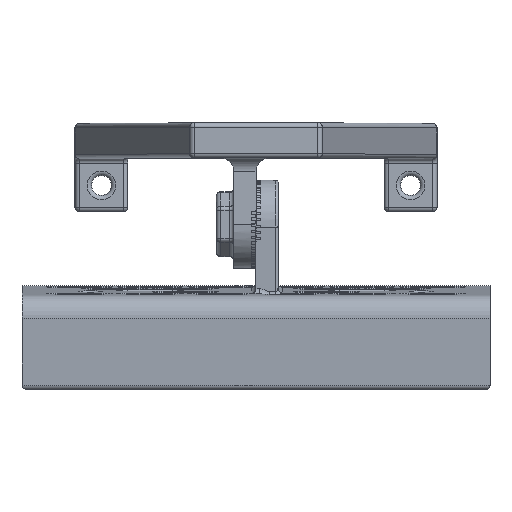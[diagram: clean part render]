
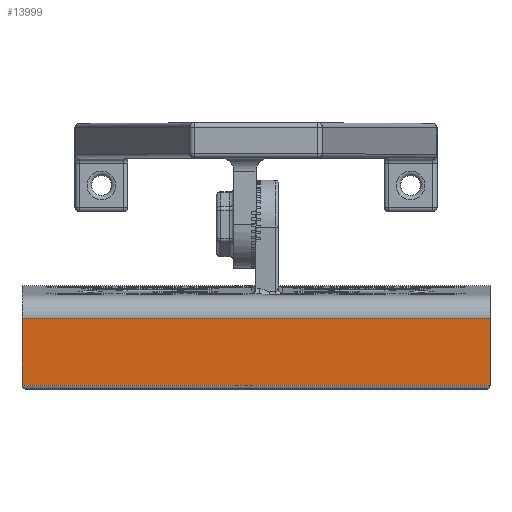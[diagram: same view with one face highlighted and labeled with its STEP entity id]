
A CAD part, top view. The second image highlights one B-rep face of the part: STEP entity #13999.
In plain terms, the highlighted face is planar.
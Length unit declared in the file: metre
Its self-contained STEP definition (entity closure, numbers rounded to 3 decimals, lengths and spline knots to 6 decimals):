
#805=LINE('',#22293,#2005);
#806=LINE('',#22299,#2006);
#807=LINE('',#22301,#2007);
#808=LINE('',#22303,#2008);
#2005=VECTOR('',#17300,1.);
#2006=VECTOR('',#17307,1.);
#2007=VECTOR('',#17308,1.);
#2008=VECTOR('',#17309,1.);
#3398=ORIENTED_EDGE('',*,*,#7673,.F.);
#3399=ORIENTED_EDGE('',*,*,#7674,.T.);
#3400=ORIENTED_EDGE('',*,*,#7675,.T.);
#3401=ORIENTED_EDGE('',*,*,#7670,.F.);
#7670=EDGE_CURVE('',#9805,#9806,#805,.T.);
#7673=EDGE_CURVE('',#9807,#9805,#806,.T.);
#7674=EDGE_CURVE('',#9807,#9808,#807,.T.);
#7675=EDGE_CURVE('',#9808,#9806,#808,.T.);
#9805=VERTEX_POINT('',#22294);
#9806=VERTEX_POINT('',#22295);
#9807=VERTEX_POINT('',#22300);
#9808=VERTEX_POINT('',#22302);
#11705=EDGE_LOOP('',(#3398,#3399,#3400,#3401));
#12702=FACE_BOUND('',#11705,.T.);
#13633=PLANE('',#15092);
#13999=ADVANCED_FACE('',(#12702),#13633,.F.);
#15092=AXIS2_PLACEMENT_3D('',#22298,#17305,#17306);
#17300=DIRECTION('',(1.,0.,0.));
#17305=DIRECTION('',(0.,0.,-1.));
#17306=DIRECTION('',(-1.,0.,0.));
#17307=DIRECTION('',(0.,1.,0.));
#17308=DIRECTION('',(1.,0.,0.));
#17309=DIRECTION('',(0.,1.,0.));
#22293=CARTESIAN_POINT('',(-0.05,0.017201,0.022001));
#22294=CARTESIAN_POINT('',(-0.053,0.017201,0.022001));
#22295=CARTESIAN_POINT('',(0.053,0.017201,0.022001));
#22298=CARTESIAN_POINT('',(-0.05,0.009126,0.022001));
#22299=CARTESIAN_POINT('',(-0.053,0.009126,0.022001));
#22300=CARTESIAN_POINT('',(-0.053,0.002051,0.022001));
#22301=CARTESIAN_POINT('',(0.053,0.002051,0.022001));
#22302=CARTESIAN_POINT('',(0.053,0.002051,0.022001));
#22303=CARTESIAN_POINT('',(0.053,0.009126,0.022001));
